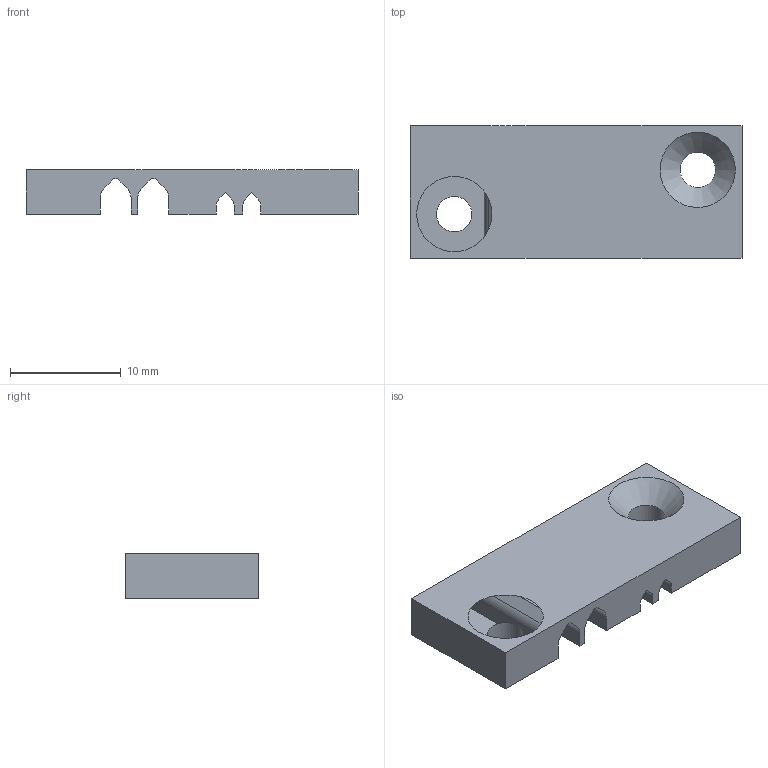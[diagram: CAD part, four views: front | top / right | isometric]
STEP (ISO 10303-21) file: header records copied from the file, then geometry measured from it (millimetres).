
FILE_DESCRIPTION(/* description */ (''),/* implementation_level */ '2;1');
FILE_NAME(/* name */ 'Mod Fermacavi.stp',/* time_stamp */ '2025-07-16T23:45:43+02:00',/* author */ ('lucag'),/* organization */ (''),/* preprocessor_version */ 'ST-DEVELOPER v19',/* originating_system */ 'Autodesk Inventor 2023',/* authorisation */ '');
FILE_SCHEMA (('AUTOMOTIVE_DESIGN { 1 0 10303 214 3 1 1 }'));
Length unit declared in the file: millimetre
Products named in the file (1): Fermacavi Stampa 2
Bounding box: 30 x 12 x 4 mm (x, y, z)
Volume: 1095.4 mm3; surface area: 1237.2 mm2
Topology: 1 solids, 1 shells, 40 faces, 112 edges, 74 vertices
Faces by surface type: plane 28, cylinder 10, cone 2
Full cylindrical faces by diameter (mm): 3.2 x2
Entity records: 1333 total; most frequent: CARTESIAN_POINT 227, ORIENTED_EDGE 224, DIRECTION 216, EDGE_CURVE 112, LINE 90, VECTOR 90, VERTEX_POINT 74, AXIS2_PLACEMENT_3D 63
